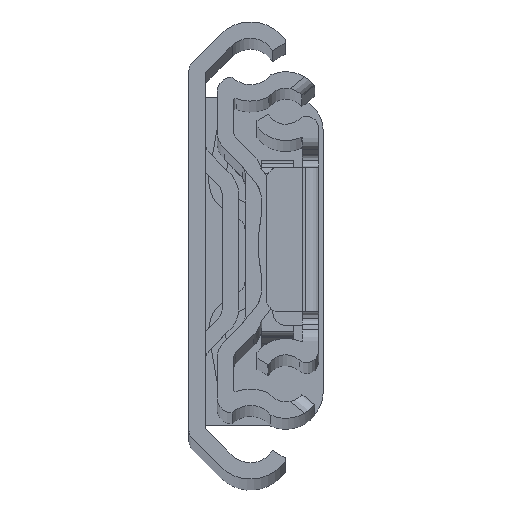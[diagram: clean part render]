
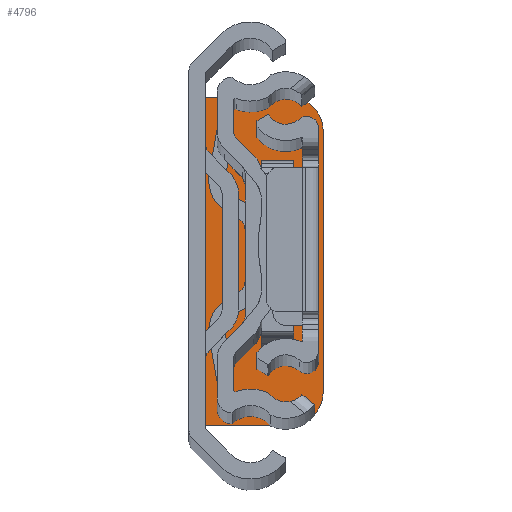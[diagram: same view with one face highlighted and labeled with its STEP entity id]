
A CAD part, top view. The second image highlights one B-rep face of the part: STEP entity #4796.
In plain terms, the highlighted planar face has unit normal (0, 0, 1).
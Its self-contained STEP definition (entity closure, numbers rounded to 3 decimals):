
#320 = VERTEX_POINT ( 'NONE', #13702 ) ;
#609 = ORIENTED_EDGE ( 'NONE', *, *, #1133, .T. ) ;
#937 = CARTESIAN_POINT ( 'NONE',  ( 18., 25., -962.7 ) ) ;
#1133 = EDGE_CURVE ( 'NONE', #3512, #3211, #3278, .T. ) ;
#1879 = DIRECTION ( 'NONE',  ( -1., 0., 0. ) ) ;
#2316 = EDGE_CURVE ( 'NONE', #5493, #14368, #7865, .T. ) ;
#2816 = CARTESIAN_POINT ( 'NONE',  ( 18., -20., -962.7 ) ) ;
#3211 = VERTEX_POINT ( 'NONE', #11398 ) ;
#3278 = CIRCLE ( 'NONE', #14928, 5. ) ;
#3462 = EDGE_CURVE ( 'NONE', #320, #14368, #14919, .T. ) ;
#3512 = VERTEX_POINT ( 'NONE', #4572 ) ;
#3798 = EDGE_CURVE ( 'NONE', #3512, #5840, #14428, .T. ) ;
#4427 = CARTESIAN_POINT ( 'NONE',  ( 18., 25., -962.7 ) ) ;
#4572 = CARTESIAN_POINT ( 'NONE',  ( 18., 20., -962.7 ) ) ;
#4653 = DIRECTION ( 'NONE',  ( 0., 0., -1. ) ) ;
#4796 = ADVANCED_FACE ( 'NONE', ( #12044 ), #15760, .F. ) ;
#5348 = CARTESIAN_POINT ( 'NONE',  ( 0., 25., -962.7 ) ) ;
#5493 = VERTEX_POINT ( 'NONE', #11761 ) ;
#5716 = DIRECTION ( 'NONE',  ( -1., 0., 0. ) ) ;
#5840 = VERTEX_POINT ( 'NONE', #2816 ) ;
#6164 = CARTESIAN_POINT ( 'NONE',  ( 0., -25., -962.7 ) ) ;
#6329 = ORIENTED_EDGE ( 'NONE', *, *, #12918, .T. ) ;
#6734 = CARTESIAN_POINT ( 'NONE',  ( 18., 25., -962.7 ) ) ;
#7015 = DIRECTION ( 'NONE',  ( -1., 0., 0. ) ) ;
#7536 = DIRECTION ( 'NONE',  ( 0., -1., 0. ) ) ;
#7624 = EDGE_LOOP ( 'NONE', ( #10678, #6329, #7708, #609, #8985, #14340 ) ) ;
#7708 = ORIENTED_EDGE ( 'NONE', *, *, #3798, .F. ) ;
#7865 = LINE ( 'NONE', #5348, #10508 ) ;
#8024 = DIRECTION ( 'NONE',  ( 0., -1., 0. ) ) ;
#8272 = CIRCLE ( 'NONE', #15742, 5. ) ;
#8352 = VECTOR ( 'NONE', #7015, 1000. ) ;
#8465 = CARTESIAN_POINT ( 'NONE',  ( 13., -20., -962.7 ) ) ;
#8985 = ORIENTED_EDGE ( 'NONE', *, *, #10244, .T. ) ;
#10244 = EDGE_CURVE ( 'NONE', #3211, #5493, #15530, .T. ) ;
#10508 = VECTOR ( 'NONE', #7536, 1000. ) ;
#10678 = ORIENTED_EDGE ( 'NONE', *, *, #3462, .F. ) ;
#11398 = CARTESIAN_POINT ( 'NONE',  ( 13., 25., -962.7 ) ) ;
#11612 = AXIS2_PLACEMENT_3D ( 'NONE', #937, #4653, #15682 ) ;
#11761 = CARTESIAN_POINT ( 'NONE',  ( 0., 25., -962.7 ) ) ;
#12044 = FACE_OUTER_BOUND ( 'NONE', #7624, .T. ) ;
#12211 = DIRECTION ( 'NONE',  ( -1., 0., 0. ) ) ;
#12259 = CARTESIAN_POINT ( 'NONE',  ( 18., -25., -962.7 ) ) ;
#12363 = VECTOR ( 'NONE', #8024, 1000. ) ;
#12819 = CARTESIAN_POINT ( 'NONE',  ( 13., 20., -962.7 ) ) ;
#12918 = EDGE_CURVE ( 'NONE', #320, #5840, #8272, .T. ) ;
#13413 = DIRECTION ( 'NONE',  ( 0., 0., 1. ) ) ;
#13702 = CARTESIAN_POINT ( 'NONE',  ( 13., -25., -962.7 ) ) ;
#14340 = ORIENTED_EDGE ( 'NONE', *, *, #2316, .T. ) ;
#14368 = VERTEX_POINT ( 'NONE', #6164 ) ;
#14428 = LINE ( 'NONE', #6734, #12363 ) ;
#14919 = LINE ( 'NONE', #12259, #14936 ) ;
#14928 = AXIS2_PLACEMENT_3D ( 'NONE', #12819, #15404, #1879 ) ;
#14936 = VECTOR ( 'NONE', #5716, 1000. ) ;
#15404 = DIRECTION ( 'NONE',  ( 0., 0., 1. ) ) ;
#15530 = LINE ( 'NONE', #4427, #8352 ) ;
#15682 = DIRECTION ( 'NONE',  ( -1., 0., 0. ) ) ;
#15742 = AXIS2_PLACEMENT_3D ( 'NONE', #8465, #13413, #12211 ) ;
#15760 = PLANE ( 'NONE',  #11612 ) ;
